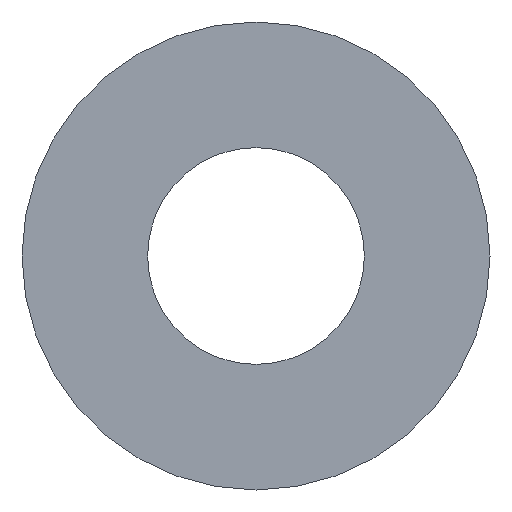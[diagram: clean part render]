
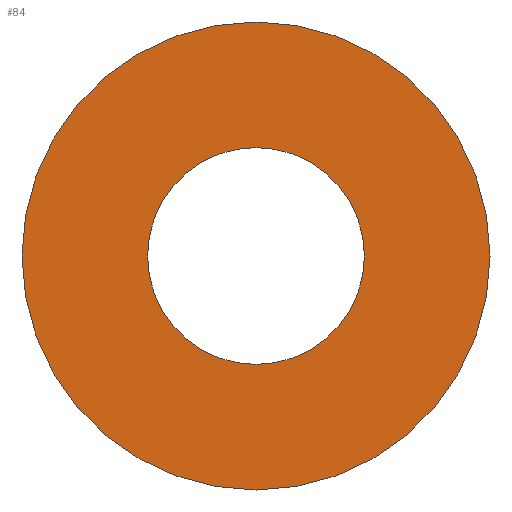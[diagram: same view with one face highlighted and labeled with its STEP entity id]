
A CAD part, front view. The second image highlights one B-rep face of the part: STEP entity #84.
In plain terms, the highlighted planar face has unit normal (0, -1, 0).
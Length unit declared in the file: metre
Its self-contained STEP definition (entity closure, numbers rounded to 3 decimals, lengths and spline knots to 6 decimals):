
#4 = CARTESIAN_POINT('NONE', (0.005563, 0, -0));
#5 = VERTEX_POINT('NONE', #4);
#8 = CARTESIAN_POINT('NONE', (0.002578, 0, 0.));
#9 = VERTEX_POINT('NONE', #8);
#12 = DIRECTION('NONE', (1, 0, -0));
#13 = DIRECTION('NONE', (0, 1, 0));
#14 = CARTESIAN_POINT('NONE', (0, 0, 0));
#15 = AXIS2_PLACEMENT_3D('NONE', #14, #13, #12);
#16 = CIRCLE('NONE', #15, 0.005563);
#26 = DIRECTION('NONE', (1, 0, 0.));
#27 = DIRECTION('NONE', (0, -1, 0));
#28 = CARTESIAN_POINT('NONE', (0., -0, 0.));
#29 = AXIS2_PLACEMENT_3D('NONE', #28, #27, #26);
#30 = CIRCLE('NONE', #29, 0.002578);
#40 = EDGE_CURVE('NONE', #5, #5, #16, .T.);
#43 = EDGE_CURVE('NONE', #9, #9, #30, .T.);
#56 = CARTESIAN_POINT('NONE', (0, 0, -0));
#57 = DIRECTION('NONE', (0, 1, 0));
#58 = AXIS2_PLACEMENT_3D('NONE', #56, #57, $);
#59 = PLANE('NONE', #58);
#78 = ORIENTED_EDGE('NONE', *, *, #40, .F.);
#79 = ORIENTED_EDGE('NONE', *, *, #43, .F.);
#80 = EDGE_LOOP('NONE', (#78));
#81 = FACE_BOUND('NONE', #80, .T.);
#82 = EDGE_LOOP('NONE', (#79));
#83 = FACE_BOUND('NONE', #82, .T.);
#84 = ADVANCED_FACE('NONE', (#81, #83), #59, .F.);
